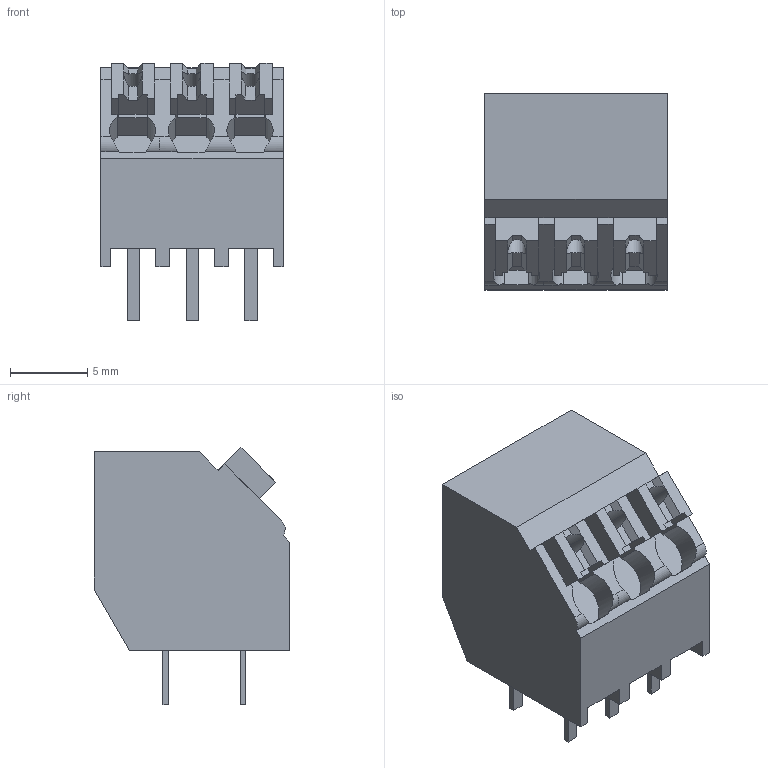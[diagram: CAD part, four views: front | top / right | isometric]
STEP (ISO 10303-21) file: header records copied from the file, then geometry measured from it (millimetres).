
FILE_DESCRIPTION(('CATIA V5 STEP Exchange','CAx-IF Rec.Pracs.--- Model Styling and Organization---1.2---2011-12-15'),'2;1');
FILE_NAME ('D1458603_0_1888330000_1888330000.stp','2018-03-20T11:35:40+00:00',('none'),('Weidmueller'),'CATIA Version 5-6 Release 2014','CATIA V5 STEP AP214','none');
FILE_SCHEMA(('AUTOMOTIVE_DESIGN { 1 0 10303 214 1 1 1 1 }'));
Length unit declared in the file: millimetre
Products named in the file (1): 1888330000
Bounding box: 11.82 x 12.7 x 16.66 mm (x, y, z)
Volume: 1364.7 mm3; surface area: 1472.6 mm2
Topology: 10 solids, 10 shells, 193 faces, 513 edges, 340 vertices
Faces by surface type: plane 176, cylinder 17
Entity records: 5659 total; most frequent: CARTESIAN_POINT 1100, ORIENTED_EDGE 1026, DIRECTION 753, EDGE_CURVE 513, VECTOR 450, LINE 450, VERTEX_POINT 340, EDGE_LOOP 199
